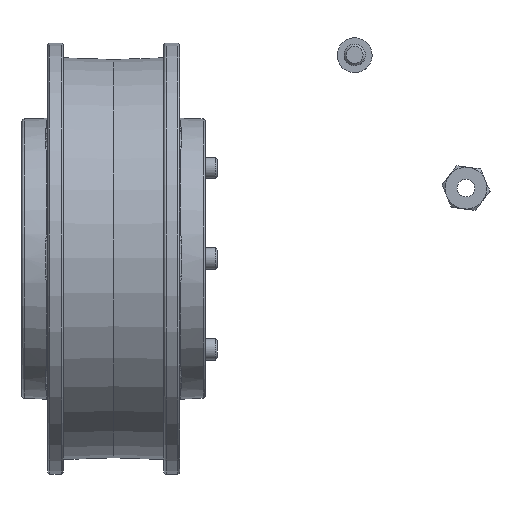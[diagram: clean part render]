
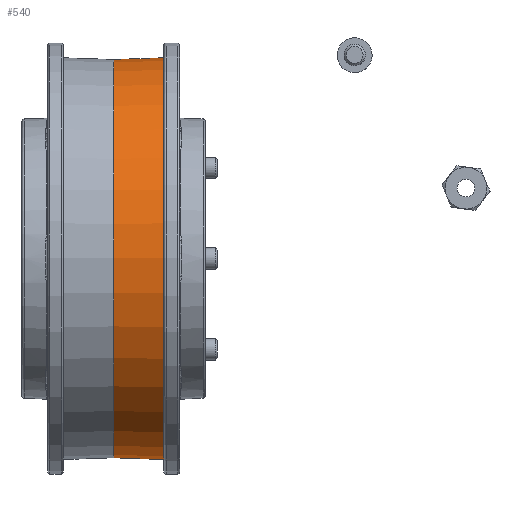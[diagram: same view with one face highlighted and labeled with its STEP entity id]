
A CAD part, top view. The second image highlights one B-rep face of the part: STEP entity #540.
In plain terms, the highlighted conical face has half-angle 2 degrees and reference radius 45.72 mm.
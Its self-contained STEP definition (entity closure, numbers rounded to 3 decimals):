
#540 = ADVANCED_FACE( '', ( #1407, #1408 ), #1409, .T. );
#1407 = FACE_OUTER_BOUND( '', #3934, .T. );
#1408 = FACE_BOUND( '', #3935, .T. );
#1409 = CONICAL_SURFACE( '', #3936, 45.72, 0.035 );
#3934 = EDGE_LOOP( '', ( #6909 ) );
#3935 = EDGE_LOOP( '', ( #6910 ) );
#3936 = AXIS2_PLACEMENT_3D( '', #6911, #6912, #6913 );
#6909 = ORIENTED_EDGE( '', *, *, #9763, .F. );
#6910 = ORIENTED_EDGE( '', *, *, #9319, .T. );
#6911 = CARTESIAN_POINT( '', ( 8.128, 0., 0. ) );
#6912 = DIRECTION( '', ( -1., 0., 0. ) );
#6913 = DIRECTION( '', ( 0., 0., -1. ) );
#9319 = EDGE_CURVE( '', #10804, #10804, #10805, .T. );
#9763 = EDGE_CURVE( '', #11523, #11523, #11524, .T. );
#10804 = VERTEX_POINT( '', #13309 );
#10805 = CIRCLE( '', #13310, 45.277 );
#11523 = VERTEX_POINT( '', #14439 );
#11524 = CIRCLE( '', #14440, 45.72 );
#13309 = CARTESIAN_POINT( '', ( 20.828, 0., 45.277 ) );
#13310 = AXIS2_PLACEMENT_3D( '', #16204, #16205, #16206 );
#14439 = CARTESIAN_POINT( '', ( 8.128, 0., 45.72 ) );
#14440 = AXIS2_PLACEMENT_3D( '', #17214, #17215, #17216 );
#16204 = CARTESIAN_POINT( '', ( 20.828, 0., 0. ) );
#16205 = DIRECTION( '', ( -1., 0., 0. ) );
#16206 = DIRECTION( '', ( 0., 0., 1. ) );
#17214 = CARTESIAN_POINT( '', ( 8.128, 0., 0. ) );
#17215 = DIRECTION( '', ( -1., 0., 0. ) );
#17216 = DIRECTION( '', ( 0., 0., 1. ) );
